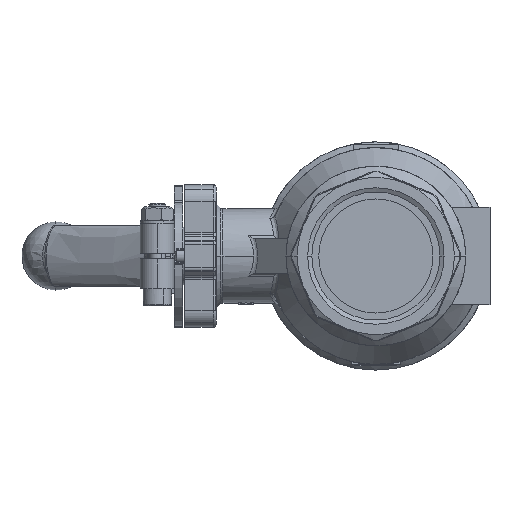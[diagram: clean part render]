
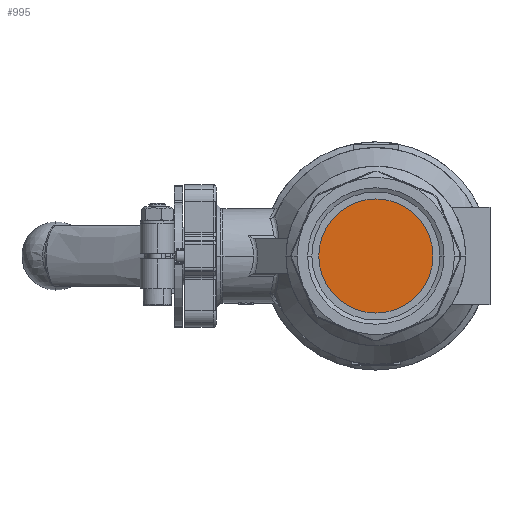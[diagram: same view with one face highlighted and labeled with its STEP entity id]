
A CAD part, left-side view. The second image highlights one B-rep face of the part: STEP entity #995.
In plain terms, the highlighted planar face has unit normal (-1, 0, 0).
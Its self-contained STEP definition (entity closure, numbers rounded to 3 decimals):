
#995=ADVANCED_FACE('',(#2615),#2616,.F.);
#2615=FACE_OUTER_BOUND('',#5513,.T.);
#2616=PLANE('',#5514);
#5513=EDGE_LOOP('',(#10865,#10866));
#5514=AXIS2_PLACEMENT_3D('',#10867,#10868,#10869);
#10865=ORIENTED_EDGE('',*,*,#17175,.F.);
#10866=ORIENTED_EDGE('',*,*,#17194,.F.);
#10867=CARTESIAN_POINT('',(-25.9,-10.0,0.0));
#10868=DIRECTION('',(1.0,0.0,0.0));
#10869=DIRECTION('',(0.0,1.0,-0.0));
#17175=EDGE_CURVE('',#20362,#20365,#20366,.T.);
#17194=EDGE_CURVE('',#20365,#20362,#20392,.T.);
#20362=VERTEX_POINT('',#25656);
#20365=VERTEX_POINT('',#25660);
#20366=CIRCLE('',#25661,20.0);
#20392=CIRCLE('',#25692,20.0);
#25656=CARTESIAN_POINT('',(-25.9,-20.0,0.0));
#25660=CARTESIAN_POINT('',(-25.9,20.0,0.));
#25661=AXIS2_PLACEMENT_3D('',#33527,#33528,#33529);
#25692=AXIS2_PLACEMENT_3D('',#33556,#33557,#33558);
#33527=CARTESIAN_POINT('',(-25.9,0.0,0.0));
#33528=DIRECTION('',(1.0,0.0,0.0));
#33529=DIRECTION('',(0.0,-1.0,0.0));
#33556=CARTESIAN_POINT('',(-25.9,0.0,0.0));
#33557=DIRECTION('',(1.0,0.0,0.0));
#33558=DIRECTION('',(0.0,-1.0,0.0));
